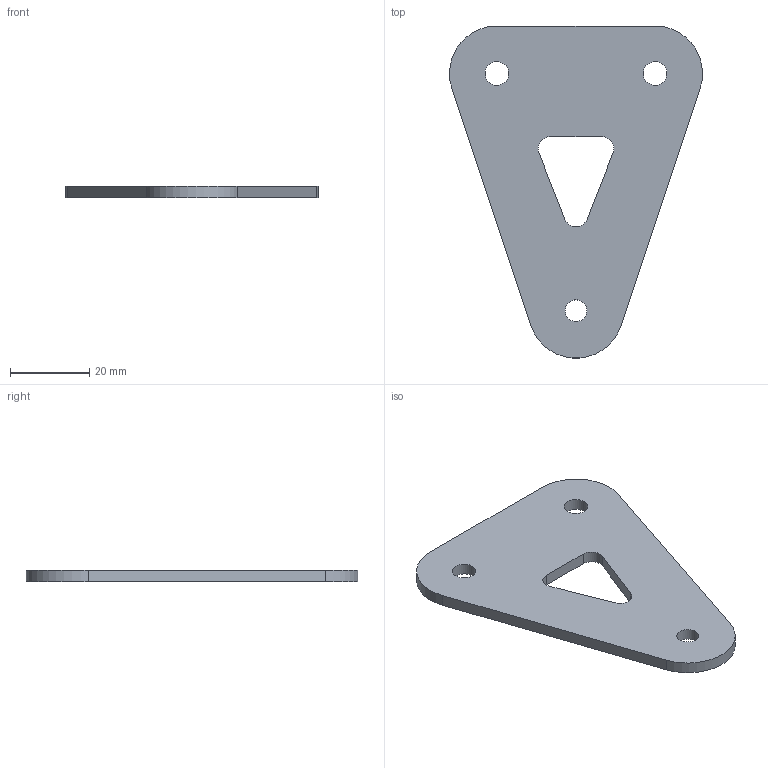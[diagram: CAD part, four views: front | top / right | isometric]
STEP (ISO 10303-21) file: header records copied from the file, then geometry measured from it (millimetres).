
FILE_DESCRIPTION(/* description */ (''),/* implementation_level */ '2;1');
FILE_NAME(/* name */ 'X Axis Support - Inside Support V2.step',/* time_stamp */ '2023-05-05T10:25:08-06:00',/* author */ (''),/* organization */ (''),/* preprocessor_version */ 'ST-DEVELOPER v19.2',/* originating_system */ 'Autodesk Translation Framework v12.4.0.73',/* authorisation */ '');
FILE_SCHEMA (('AUTOMOTIVE_DESIGN { 1 0 10303 214 3 1 1 }'));
Length unit declared in the file: millimetre
Products named in the file (2): X Axis Support - Inside Support V2; X Axis Support - Inside Support V2_1
Assembly tree (1 placements, depth 2):
  X Axis Support - Inside Support V2
    X Axis Support - Inside Support V2_1
Bounding box: 63.99 x 83.96 x 3 mm (x, y, z)
Volume: 9849.1 mm3; surface area: 7661.1 mm2
Topology: 1 solids, 1 shells, 17 faces, 45 edges, 30 vertices
Faces by surface type: cylinder 9, plane 8
Full cylindrical faces by diameter (mm): 5.5 x1, 6 x2
Entity records: 606 total; most frequent: DIRECTION 103, CARTESIAN_POINT 95, ORIENTED_EDGE 90, EDGE_CURVE 45, AXIS2_PLACEMENT_3D 38, VERTEX_POINT 30, LINE 27, VECTOR 27
